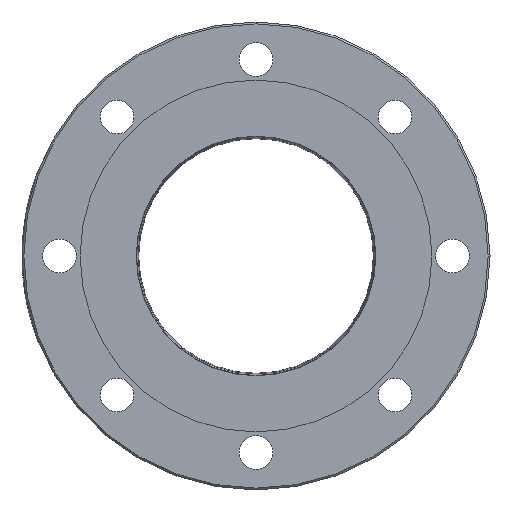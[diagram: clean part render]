
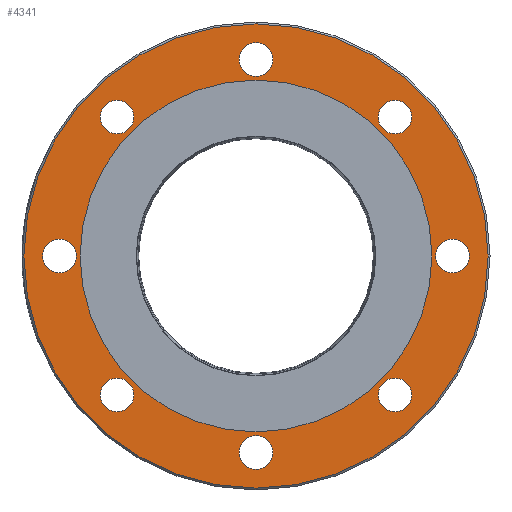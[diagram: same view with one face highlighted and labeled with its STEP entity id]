
A CAD part, left-side view. The second image highlights one B-rep face of the part: STEP entity #4341.
In plain terms, the highlighted planar face has unit normal (-1, 0, 0).
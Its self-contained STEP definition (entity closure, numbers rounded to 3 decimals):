
#42 = EDGE_LOOP ( 'NONE', ( #11615 ) ) ;
#69 = EDGE_CURVE ( 'NONE', #6162, #6162, #12813, .T. ) ;
#185 = FACE_BOUND ( 'NONE', #1760, .T. ) ;
#257 = EDGE_LOOP ( 'NONE', ( #7654 ) ) ;
#393 = EDGE_LOOP ( 'NONE', ( #6840 ) ) ;
#623 = PLANE ( 'NONE',  #9982 ) ;
#677 = FACE_BOUND ( 'NONE', #42, .T. ) ;
#680 = DIRECTION ( 'NONE',  ( -1., 0., 0. ) ) ;
#916 = ORIENTED_EDGE ( 'NONE', *, *, #9006, .T. ) ;
#1256 = AXIS2_PLACEMENT_3D ( 'NONE', #6998, #680, #11028 ) ;
#1279 = AXIS2_PLACEMENT_3D ( 'NONE', #8157, #8106, #9185 ) ;
#1352 = DIRECTION ( 'NONE',  ( 1., 0., 0. ) ) ;
#1702 = CIRCLE ( 'NONE', #7775, 9. ) ;
#1760 = EDGE_LOOP ( 'NONE', ( #13093 ) ) ;
#1779 = ORIENTED_EDGE ( 'NONE', *, *, #3195, .T. ) ;
#1901 = ORIENTED_EDGE ( 'NONE', *, *, #69, .T. ) ;
#2043 = AXIS2_PLACEMENT_3D ( 'NONE', #9925, #3643, #9978 ) ;
#2049 = CARTESIAN_POINT ( 'NONE',  ( 3.048, 105., 0. ) ) ;
#2108 = EDGE_CURVE ( 'NONE', #11231, #11231, #7740, .T. ) ;
#2360 = EDGE_LOOP ( 'NONE', ( #3396 ) ) ;
#2375 = AXIS2_PLACEMENT_3D ( 'NONE', #5124, #5453, #10696 ) ;
#2608 = EDGE_CURVE ( 'NONE', #8114, #8114, #4109, .T. ) ;
#2660 = VERTEX_POINT ( 'NONE', #6253 ) ;
#2989 = FACE_BOUND ( 'NONE', #2360, .T. ) ;
#3153 = CIRCLE ( 'NONE', #2043, 9. ) ;
#3195 = EDGE_CURVE ( 'NONE', #5805, #5805, #5999, .T. ) ;
#3203 = DIRECTION ( 'NONE',  ( 1., 0., 0. ) ) ;
#3311 = FACE_OUTER_BOUND ( 'NONE', #393, .T. ) ;
#3396 = ORIENTED_EDGE ( 'NONE', *, *, #2608, .T. ) ;
#3467 = FACE_BOUND ( 'NONE', #3960, .T. ) ;
#3643 = DIRECTION ( 'NONE',  ( 1., 0., 0. ) ) ;
#3810 = VERTEX_POINT ( 'NONE', #11419 ) ;
#3875 = DIRECTION ( 'NONE',  ( 0., 0.707, -0.707 ) ) ;
#3960 = EDGE_LOOP ( 'NONE', ( #916 ) ) ;
#3964 = CARTESIAN_POINT ( 'NONE',  ( 3.048, 0., -105. ) ) ;
#4109 = CIRCLE ( 'NONE', #2375, 9. ) ;
#4258 = EDGE_CURVE ( 'NONE', #2660, #2660, #3153, .T. ) ;
#4341 = ADVANCED_FACE ( 'NONE', ( #3311, #11848, #11711, #6135, #10079, #2989, #6301, #185, #677, #3467 ), #623, .F. ) ;
#4365 = ORIENTED_EDGE ( 'NONE', *, *, #4258, .T. ) ;
#4639 = AXIS2_PLACEMENT_3D ( 'NONE', #12241, #11235, #3875 ) ;
#4850 = DIRECTION ( 'NONE',  ( 0., 0., -1. ) ) ;
#4910 = CIRCLE ( 'NONE', #4639, 9. ) ;
#5051 = CARTESIAN_POINT ( 'NONE',  ( 3.048, 0., 105. ) ) ;
#5120 = AXIS2_PLACEMENT_3D ( 'NONE', #5051, #6033, #8140 ) ;
#5124 = CARTESIAN_POINT ( 'NONE',  ( 3.048, -74.246, 74.246 ) ) ;
#5146 = VERTEX_POINT ( 'NONE', #8499 ) ;
#5175 = CARTESIAN_POINT ( 'NONE',  ( 3.048, 67.882, -80.61 ) ) ;
#5287 = EDGE_CURVE ( 'NONE', #3810, #3810, #7580, .T. ) ;
#5391 = EDGE_LOOP ( 'NONE', ( #9386 ) ) ;
#5453 = DIRECTION ( 'NONE',  ( 1., 0., 0. ) ) ;
#5805 = VERTEX_POINT ( 'NONE', #10428 ) ;
#5913 = AXIS2_PLACEMENT_3D ( 'NONE', #2049, #9241, #13408 ) ;
#5966 = DIRECTION ( 'NONE',  ( 1., 0., 0. ) ) ;
#5999 = CIRCLE ( 'NONE', #5120, 9. ) ;
#6033 = DIRECTION ( 'NONE',  ( 1., 0., 0. ) ) ;
#6061 = CARTESIAN_POINT ( 'NONE',  ( 3.048, 105., -9. ) ) ;
#6135 = FACE_BOUND ( 'NONE', #5391, .T. ) ;
#6162 = VERTEX_POINT ( 'NONE', #5175 ) ;
#6197 = EDGE_LOOP ( 'NONE', ( #1901 ) ) ;
#6253 = CARTESIAN_POINT ( 'NONE',  ( 3.048, -105., 9. ) ) ;
#6301 = FACE_BOUND ( 'NONE', #12259, .T. ) ;
#6840 = ORIENTED_EDGE ( 'NONE', *, *, #5287, .T. ) ;
#6963 = VERTEX_POINT ( 'NONE', #7535 ) ;
#6998 = CARTESIAN_POINT ( 'NONE',  ( 3.048, 0., 0. ) ) ;
#7116 = CARTESIAN_POINT ( 'NONE',  ( 3.048, 0., -93.98 ) ) ;
#7260 = CARTESIAN_POINT ( 'NONE',  ( 3.048, -67.882, 80.61 ) ) ;
#7297 = DIRECTION ( 'NONE',  ( 1., 0., 0. ) ) ;
#7399 = AXIS2_PLACEMENT_3D ( 'NONE', #9538, #3203, #8511 ) ;
#7535 = CARTESIAN_POINT ( 'NONE',  ( 3.048, -9., -105. ) ) ;
#7580 = CIRCLE ( 'NONE', #1256, 124. ) ;
#7654 = ORIENTED_EDGE ( 'NONE', *, *, #13651, .T. ) ;
#7740 = CIRCLE ( 'NONE', #7399, 9. ) ;
#7775 = AXIS2_PLACEMENT_3D ( 'NONE', #3964, #7297, #8255 ) ;
#7935 = CIRCLE ( 'NONE', #10704, 93.98 ) ;
#8106 = DIRECTION ( 'NONE',  ( 1., 0., 0. ) ) ;
#8114 = VERTEX_POINT ( 'NONE', #7260 ) ;
#8140 = DIRECTION ( 'NONE',  ( 0., 1., 0. ) ) ;
#8157 = CARTESIAN_POINT ( 'NONE',  ( 3.048, 74.246, -74.246 ) ) ;
#8255 = DIRECTION ( 'NONE',  ( 0., -1., 0. ) ) ;
#8274 = VERTEX_POINT ( 'NONE', #7116 ) ;
#8376 = EDGE_CURVE ( 'NONE', #10095, #10095, #10460, .T. ) ;
#8499 = CARTESIAN_POINT ( 'NONE',  ( 3.048, 80.61, 67.882 ) ) ;
#8511 = DIRECTION ( 'NONE',  ( 0., -0.707, 0.707 ) ) ;
#9006 = EDGE_CURVE ( 'NONE', #8274, #8274, #7935, .T. ) ;
#9150 = CARTESIAN_POINT ( 'NONE',  ( 3.048, 0., 0. ) ) ;
#9185 = DIRECTION ( 'NONE',  ( 0., -0.707, -0.707 ) ) ;
#9241 = DIRECTION ( 'NONE',  ( 1., 0., 0. ) ) ;
#9386 = ORIENTED_EDGE ( 'NONE', *, *, #2108, .T. ) ;
#9434 = CARTESIAN_POINT ( 'NONE',  ( 3.048, -80.61, -67.882 ) ) ;
#9538 = CARTESIAN_POINT ( 'NONE',  ( 3.048, -74.246, -74.246 ) ) ;
#9925 = CARTESIAN_POINT ( 'NONE',  ( 3.048, -105., 0. ) ) ;
#9978 = DIRECTION ( 'NONE',  ( 0., 0., 1. ) ) ;
#9982 = AXIS2_PLACEMENT_3D ( 'NONE', #9150, #5966, #4850 ) ;
#10079 = FACE_BOUND ( 'NONE', #11258, .T. ) ;
#10095 = VERTEX_POINT ( 'NONE', #6061 ) ;
#10428 = CARTESIAN_POINT ( 'NONE',  ( 3.048, 9., 105. ) ) ;
#10460 = CIRCLE ( 'NONE', #5913, 9. ) ;
#10696 = DIRECTION ( 'NONE',  ( 0., 0.707, 0.707 ) ) ;
#10697 = EDGE_CURVE ( 'NONE', #5146, #5146, #4910, .T. ) ;
#10704 = AXIS2_PLACEMENT_3D ( 'NONE', #11820, #1352, #11735 ) ;
#11028 = DIRECTION ( 'NONE',  ( 0., 0., -1. ) ) ;
#11231 = VERTEX_POINT ( 'NONE', #9434 ) ;
#11235 = DIRECTION ( 'NONE',  ( 1., 0., 0. ) ) ;
#11258 = EDGE_LOOP ( 'NONE', ( #4365 ) ) ;
#11419 = CARTESIAN_POINT ( 'NONE',  ( 3.048, 0., -124. ) ) ;
#11615 = ORIENTED_EDGE ( 'NONE', *, *, #8376, .T. ) ;
#11711 = FACE_BOUND ( 'NONE', #257, .T. ) ;
#11735 = DIRECTION ( 'NONE',  ( 0., 0., -1. ) ) ;
#11820 = CARTESIAN_POINT ( 'NONE',  ( 3.048, 0., 0. ) ) ;
#11848 = FACE_BOUND ( 'NONE', #6197, .T. ) ;
#12241 = CARTESIAN_POINT ( 'NONE',  ( 3.048, 74.246, 74.246 ) ) ;
#12259 = EDGE_LOOP ( 'NONE', ( #1779 ) ) ;
#12813 = CIRCLE ( 'NONE', #1279, 9. ) ;
#13093 = ORIENTED_EDGE ( 'NONE', *, *, #10697, .T. ) ;
#13408 = DIRECTION ( 'NONE',  ( 0., 0., -1. ) ) ;
#13651 = EDGE_CURVE ( 'NONE', #6963, #6963, #1702, .T. ) ;
